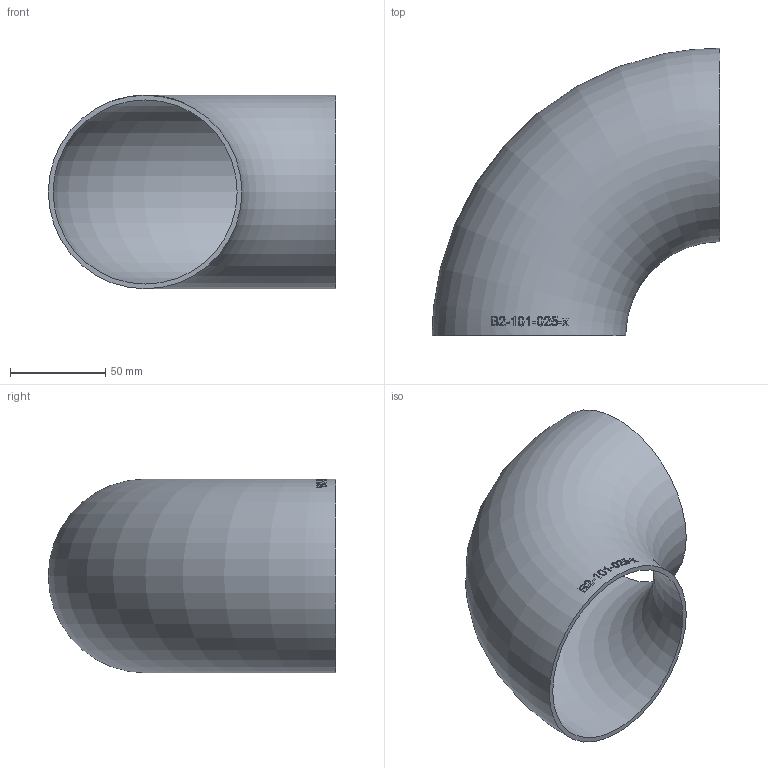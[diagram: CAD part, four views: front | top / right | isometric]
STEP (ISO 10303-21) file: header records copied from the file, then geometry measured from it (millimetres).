
FILE_DESCRIPTION (( 'STEP AP214' ), '1' );
FILE_NAME ('B2-101-025-x Bogen 2003.STEP', '2020-03-31T12:22:10', ( '' ), ( '' ), 'SwSTEP 2.0', 'SolidWorks 2019', '' );
FILE_SCHEMA (( 'AUTOMOTIVE_DESIGN' ));
Length unit declared in the file: millimetre
Products named in the file (1): B2-101-025-x Bogen 2003
Bounding box: 150.8 x 150.8 x 101.6 mm (x, y, z)
Volume: 122257.4 mm3; surface area: 99371.9 mm2
Topology: 1 solids, 1 shells, 142 faces, 376 edges, 251 vertices
Faces by surface type: bspline 122, torus 18, plane 2
Entity records: 18708 total; most frequent: CARTESIAN_POINT 14785, ORIENTED_EDGE 740, EDGE_CURVE 370, B_SPLINE_CURVE_WITH_KNOTS 366, VERTEX_POINT 248, EDGE_LOOP 162, FACE_OUTER_BOUND 144, ADVANCED_FACE 142
